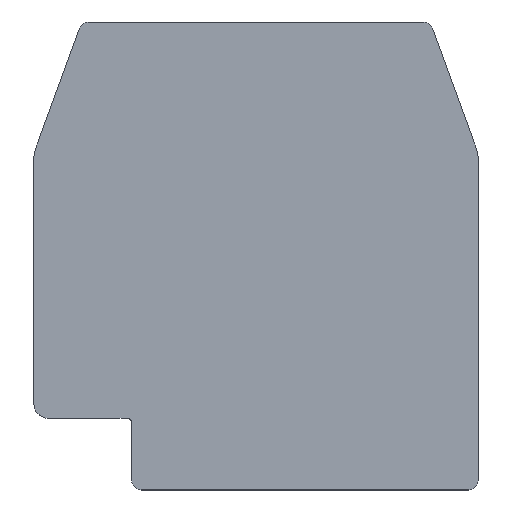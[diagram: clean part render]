
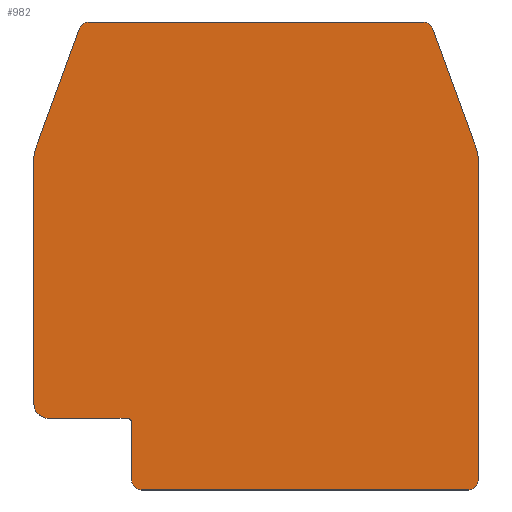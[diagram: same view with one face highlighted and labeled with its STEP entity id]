
A CAD part, top view. The second image highlights one B-rep face of the part: STEP entity #982.
In plain terms, the highlighted face is planar.
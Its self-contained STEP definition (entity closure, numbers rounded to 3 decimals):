
#192=DIRECTION('',(0.,-1.,0.));
#193=VECTOR('',#192,35.1);
#194=CARTESIAN_POINT('',(167.263,99.377,-1.5));
#195=LINE('',#194,#193);
#227=DIRECTION('',(1.,0.,0.));
#228=VECTOR('',#227,33.91);
#229=CARTESIAN_POINT('',(119.263,105.078,-1.5));
#230=LINE('',#229,#228);
#248=DIRECTION('',(0.,1.,0.));
#249=VECTOR('',#248,34.25);
#250=CARTESIAN_POINT('',(118.263,69.828,-1.5));
#251=LINE('',#250,#249);
#311=DIRECTION('',(-1.,0.,0.));
#312=VECTOR('',#311,25.91);
#313=CARTESIAN_POINT('',(153.173,58.578,-1.5));
#314=LINE('',#313,#312);
#332=DIRECTION('',(0.94,0.342,0.));
#333=VECTOR('',#332,13.566);
#334=CARTESIAN_POINT('',(153.857,58.698,-1.5));
#335=LINE('',#334,#333);
#339=CARTESIAN_POINT('',(166.263,64.278,-1.5));
#340=DIRECTION('',(0.,0.,1.));
#341=DIRECTION('',(0.342,-0.94,0.));
#342=AXIS2_PLACEMENT_3D('',#339,#340,#341);
#347=CARTESIAN_POINT('',(166.263,99.377,-1.5));
#348=DIRECTION('',(0.,0.,1.));
#349=DIRECTION('',(1.,0.,0.));
#350=AXIS2_PLACEMENT_3D('',#347,#348,#349);
#355=DIRECTION('',(-0.94,0.342,0.));
#356=VECTOR('',#355,13.566);
#357=CARTESIAN_POINT('',(166.605,100.317,-1.5));
#358=LINE('',#357,#356);
#362=CARTESIAN_POINT('',(153.173,103.078,-1.5));
#363=DIRECTION('',(0.,0.,1.));
#364=DIRECTION('',(0.342,0.94,0.));
#365=AXIS2_PLACEMENT_3D('',#362,#363,#364);
#370=CARTESIAN_POINT('',(119.263,104.078,-1.5));
#371=DIRECTION('',(0.,0.,1.));
#372=DIRECTION('',(0.,1.,0.));
#373=AXIS2_PLACEMENT_3D('',#370,#371,#372);
#378=CARTESIAN_POINT('',(119.263,69.828,-1.5));
#379=DIRECTION('',(0.,0.,1.));
#380=DIRECTION('',(-1.,0.,0.));
#381=AXIS2_PLACEMENT_3D('',#378,#379,#380);
#386=DIRECTION('',(1.,0.,0.));
#387=VECTOR('',#386,6.);
#388=CARTESIAN_POINT('',(119.263,68.828,-1.5));
#389=LINE('',#388,#387);
#393=CARTESIAN_POINT('',(125.263,68.328,-1.5));
#394=DIRECTION('',(0.,0.,-1.));
#395=DIRECTION('',(0.,1.,0.));
#396=AXIS2_PLACEMENT_3D('',#393,#394,#395);
#401=DIRECTION('',(0.,-1.,0.));
#402=VECTOR('',#401,8.25);
#403=CARTESIAN_POINT('',(125.763,68.328,-1.5));
#404=LINE('',#403,#402);
#408=CARTESIAN_POINT('',(127.263,60.078,-1.5));
#409=DIRECTION('',(0.,0.,1.));
#410=DIRECTION('',(-1.,0.,0.));
#411=AXIS2_PLACEMENT_3D('',#408,#409,#410);
#416=CARTESIAN_POINT('',(153.173,60.578,-1.5));
#417=DIRECTION('',(0.,0.,1.));
#418=DIRECTION('',(0.,-1.,0.));
#419=AXIS2_PLACEMENT_3D('',#416,#417,#418);
#524=CARTESIAN_POINT('',(167.263,64.278,-1.5));
#525=VERTEX_POINT('',#524);
#526=CARTESIAN_POINT('',(166.605,63.338,-1.5));
#527=VERTEX_POINT('',#526);
#528=CARTESIAN_POINT('',(167.263,99.377,-1.5));
#529=VERTEX_POINT('',#528);
#530=CARTESIAN_POINT('',(166.605,100.317,-1.5));
#531=VERTEX_POINT('',#530);
#532=CARTESIAN_POINT('',(153.857,104.957,-1.5));
#533=VERTEX_POINT('',#532);
#534=CARTESIAN_POINT('',(153.173,105.078,-1.5));
#535=VERTEX_POINT('',#534);
#536=CARTESIAN_POINT('',(119.263,105.078,-1.5));
#537=VERTEX_POINT('',#536);
#538=CARTESIAN_POINT('',(118.263,104.078,-1.5));
#539=VERTEX_POINT('',#538);
#540=CARTESIAN_POINT('',(118.263,69.828,-1.5));
#541=VERTEX_POINT('',#540);
#542=CARTESIAN_POINT('',(119.263,68.828,-1.5));
#543=VERTEX_POINT('',#542);
#544=CARTESIAN_POINT('',(125.263,68.828,-1.5));
#545=VERTEX_POINT('',#544);
#546=CARTESIAN_POINT('',(125.763,68.328,-1.5));
#547=VERTEX_POINT('',#546);
#548=CARTESIAN_POINT('',(125.763,60.078,-1.5));
#549=VERTEX_POINT('',#548);
#550=CARTESIAN_POINT('',(127.263,58.578,-1.5));
#551=VERTEX_POINT('',#550);
#552=CARTESIAN_POINT('',(153.173,58.578,-1.5));
#553=VERTEX_POINT('',#552);
#554=CARTESIAN_POINT('',(153.857,58.698,-1.5));
#555=VERTEX_POINT('',#554);
#959=CARTESIAN_POINT('',(0.,0.,-1.5));
#960=DIRECTION('',(0.,0.,1.));
#961=DIRECTION('',(1.,0.,0.));
#962=AXIS2_PLACEMENT_3D('',#959,#960,#961);
#963=PLANE('',#962);
#964=ORIENTED_EDGE('',*,*,#946,.T.);
#965=ORIENTED_EDGE('',*,*,#631,.T.);
#966=ORIENTED_EDGE('',*,*,#653,.F.);
#967=ORIENTED_EDGE('',*,*,#674,.T.);
#968=ORIENTED_EDGE('',*,*,#695,.T.);
#969=ORIENTED_EDGE('',*,*,#716,.T.);
#970=ORIENTED_EDGE('',*,*,#737,.F.);
#971=ORIENTED_EDGE('',*,*,#758,.T.);
#972=ORIENTED_EDGE('',*,*,#779,.F.);
#973=ORIENTED_EDGE('',*,*,#800,.T.);
#974=ORIENTED_EDGE('',*,*,#821,.T.);
#975=ORIENTED_EDGE('',*,*,#842,.T.);
#976=ORIENTED_EDGE('',*,*,#863,.T.);
#977=ORIENTED_EDGE('',*,*,#884,.T.);
#978=ORIENTED_EDGE('',*,*,#905,.F.);
#979=ORIENTED_EDGE('',*,*,#926,.T.);
#980=EDGE_LOOP('',(#964,#965,#966,#967,#968,#969,#970,#971,#972,#973,#974,#975,
#976,#977,#978,#979));
#981=FACE_OUTER_BOUND('',#980,.F.);
#343=CIRCLE('',#342,1.);
#351=CIRCLE('',#350,1.);
#366=CIRCLE('',#365,2.);
#374=CIRCLE('',#373,1.);
#382=CIRCLE('',#381,1.);
#397=CIRCLE('',#396,0.5);
#412=CIRCLE('',#411,1.5);
#420=CIRCLE('',#419,2.);
#631=EDGE_CURVE('',#527,#525,#343,.T.);
#653=EDGE_CURVE('',#529,#525,#195,.T.);
#674=EDGE_CURVE('',#529,#531,#351,.T.);
#695=EDGE_CURVE('',#531,#533,#358,.T.);
#716=EDGE_CURVE('',#533,#535,#366,.T.);
#737=EDGE_CURVE('',#537,#535,#230,.T.);
#758=EDGE_CURVE('',#537,#539,#374,.T.);
#779=EDGE_CURVE('',#541,#539,#251,.T.);
#800=EDGE_CURVE('',#541,#543,#382,.T.);
#821=EDGE_CURVE('',#543,#545,#389,.T.);
#842=EDGE_CURVE('',#545,#547,#397,.T.);
#863=EDGE_CURVE('',#547,#549,#404,.T.);
#884=EDGE_CURVE('',#549,#551,#412,.T.);
#905=EDGE_CURVE('',#553,#551,#314,.T.);
#926=EDGE_CURVE('',#553,#555,#420,.T.);
#946=EDGE_CURVE('',#555,#527,#335,.T.);
#982=ADVANCED_FACE('',(#981),#963,.F.);
